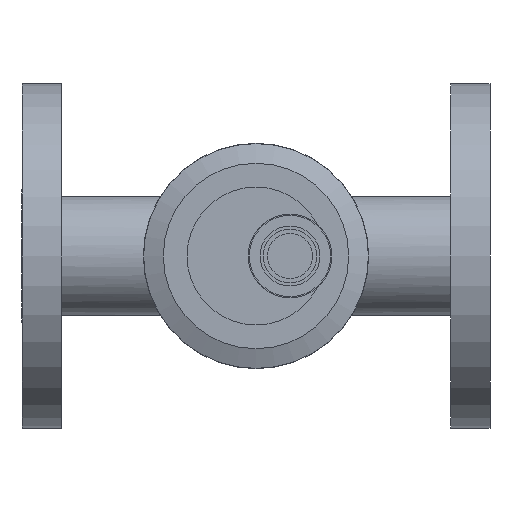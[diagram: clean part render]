
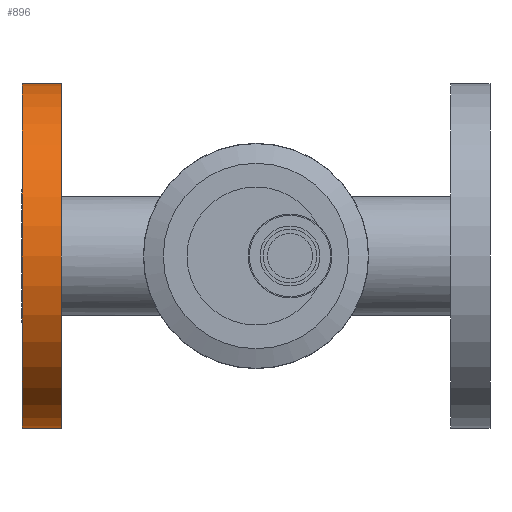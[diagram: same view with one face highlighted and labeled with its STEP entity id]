
A CAD part, left-side view. The second image highlights one B-rep face of the part: STEP entity #896.
In plain terms, the highlighted cylindrical face has radius 70 mm (diameter 140 mm), a full revolution.
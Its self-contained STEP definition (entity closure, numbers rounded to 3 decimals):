
#118=FACE_OUTER_BOUND('',#186,.T.);
#186=EDGE_LOOP('',(#716,#717,#718,#719));
#266=LINE('',#1681,#302);
#302=VECTOR('',#1262,70.);
#366=CIRCLE('',#1026,70.);
#367=CIRCLE('',#1028,70.);
#442=VERTEX_POINT('',#1676);
#443=VERTEX_POINT('',#1679);
#545=EDGE_CURVE('',#442,#442,#366,.T.);
#546=EDGE_CURVE('',#443,#443,#367,.T.);
#547=EDGE_CURVE('',#443,#442,#266,.T.);
#716=ORIENTED_EDGE('',*,*,#546,.F.);
#717=ORIENTED_EDGE('',*,*,#547,.T.);
#718=ORIENTED_EDGE('',*,*,#545,.T.);
#719=ORIENTED_EDGE('',*,*,#547,.F.);
#856=CYLINDRICAL_SURFACE('',#1027,70.);
#896=ADVANCED_FACE('',(#118),#856,.T.);
#1026=AXIS2_PLACEMENT_3D('',#1677,#1256,#1257);
#1027=AXIS2_PLACEMENT_3D('',#1678,#1258,#1259);
#1028=AXIS2_PLACEMENT_3D('',#1680,#1260,#1261);
#1256=DIRECTION('center_axis',(0.,-1.,0.));
#1257=DIRECTION('ref_axis',(1.,0.,0.));
#1258=DIRECTION('center_axis',(0.,-1.,0.));
#1259=DIRECTION('ref_axis',(-1.,0.,0.));
#1260=DIRECTION('center_axis',(0.,-1.,0.));
#1261=DIRECTION('ref_axis',(1.,0.,0.));
#1262=DIRECTION('',(0.,1.,0.));
#1676=CARTESIAN_POINT('',(2216.451,95.,0.));
#1677=CARTESIAN_POINT('Origin',(2146.451,95.,0.));
#1678=CARTESIAN_POINT('Origin',(2146.451,87.,0.));
#1679=CARTESIAN_POINT('',(2216.451,79.,0.));
#1680=CARTESIAN_POINT('Origin',(2146.451,79.,0.));
#1681=CARTESIAN_POINT('',(2216.451,87.,0.));
